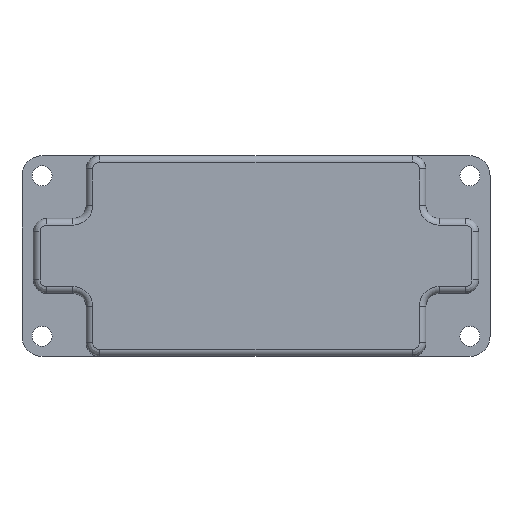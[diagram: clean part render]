
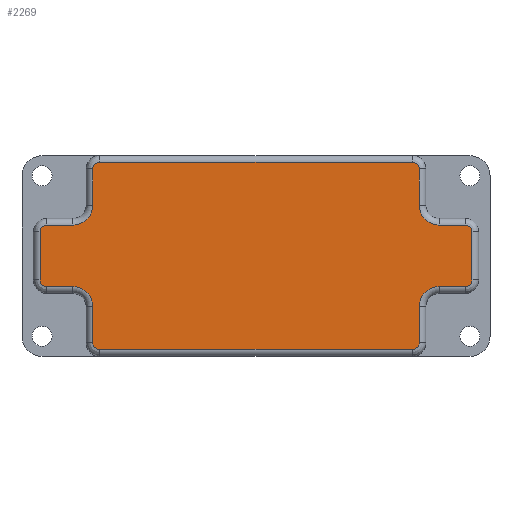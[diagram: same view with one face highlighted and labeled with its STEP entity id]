
A CAD part, top view. The second image highlights one B-rep face of the part: STEP entity #2269.
In plain terms, the highlighted planar face has unit normal (0, 0, 1).
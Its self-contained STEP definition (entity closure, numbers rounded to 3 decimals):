
#79=PLANE('',#2569);
#191=LINE('',#3783,#357);
#192=LINE('',#3802,#358);
#194=LINE('',#3822,#360);
#196=LINE('',#3834,#362);
#198=LINE('',#3854,#364);
#200=LINE('',#3874,#366);
#202=LINE('',#3886,#368);
#204=LINE('',#3906,#370);
#206=LINE('',#3926,#372);
#208=LINE('',#3938,#374);
#210=LINE('',#3956,#376);
#211=LINE('',#3975,#377);
#357=VECTOR('',#3081,10.);
#358=VECTOR('',#3092,10.);
#360=VECTOR('',#3104,10.);
#362=VECTOR('',#3118,10.);
#364=VECTOR('',#3130,10.);
#366=VECTOR('',#3142,10.);
#368=VECTOR('',#3156,10.);
#370=VECTOR('',#3168,10.);
#372=VECTOR('',#3180,10.);
#374=VECTOR('',#3194,10.);
#376=VECTOR('',#3206,10.);
#377=VECTOR('',#3217,10.);
#612=FACE_OUTER_BOUND('',#761,.T.);
#761=EDGE_LOOP('',(#2003,#2004,#2005,#2006,#2007,#2008,#2009,#2010,#2011,
#2012,#2013,#2014,#2015,#2016,#2017,#2018,#2019,#2020,#2021,#2022,#2023,
#2024,#2025,#2026));
#879=CIRCLE('',#2491,1.);
#883=CIRCLE('',#2496,1.);
#887=CIRCLE('',#2502,3.);
#891=CIRCLE('',#2507,1.);
#895=CIRCLE('',#2512,1.);
#899=CIRCLE('',#2518,3.);
#903=CIRCLE('',#2523,1.);
#907=CIRCLE('',#2528,1.);
#911=CIRCLE('',#2534,3.);
#915=CIRCLE('',#2539,1.);
#919=CIRCLE('',#2544,1.);
#923=CIRCLE('',#2550,3.);
#1064=VERTEX_POINT('',#3776);
#1067=VERTEX_POINT('',#3781);
#1069=VERTEX_POINT('',#3794);
#1071=VERTEX_POINT('',#3800);
#1073=VERTEX_POINT('',#3814);
#1075=VERTEX_POINT('',#3820);
#1077=VERTEX_POINT('',#3826);
#1079=VERTEX_POINT('',#3832);
#1081=VERTEX_POINT('',#3846);
#1083=VERTEX_POINT('',#3852);
#1085=VERTEX_POINT('',#3866);
#1087=VERTEX_POINT('',#3872);
#1089=VERTEX_POINT('',#3878);
#1091=VERTEX_POINT('',#3884);
#1093=VERTEX_POINT('',#3898);
#1095=VERTEX_POINT('',#3904);
#1097=VERTEX_POINT('',#3918);
#1099=VERTEX_POINT('',#3924);
#1101=VERTEX_POINT('',#3930);
#1103=VERTEX_POINT('',#3936);
#1104=VERTEX_POINT('',#3949);
#1105=VERTEX_POINT('',#3954);
#1107=VERTEX_POINT('',#3967);
#1109=VERTEX_POINT('',#3973);
#1343=EDGE_CURVE('',#1067,#1064,#191,.T.);
#1345=EDGE_CURVE('',#1069,#1067,#879,.T.);
#1348=EDGE_CURVE('',#1071,#1069,#192,.T.);
#1351=EDGE_CURVE('',#1073,#1071,#883,.T.);
#1354=EDGE_CURVE('',#1075,#1073,#194,.T.);
#1357=EDGE_CURVE('',#1077,#1075,#887,.T.);
#1360=EDGE_CURVE('',#1079,#1077,#196,.T.);
#1363=EDGE_CURVE('',#1081,#1079,#891,.T.);
#1366=EDGE_CURVE('',#1083,#1081,#198,.T.);
#1369=EDGE_CURVE('',#1085,#1083,#895,.T.);
#1372=EDGE_CURVE('',#1087,#1085,#200,.T.);
#1375=EDGE_CURVE('',#1089,#1087,#899,.T.);
#1378=EDGE_CURVE('',#1091,#1089,#202,.T.);
#1381=EDGE_CURVE('',#1093,#1091,#903,.T.);
#1384=EDGE_CURVE('',#1095,#1093,#204,.T.);
#1387=EDGE_CURVE('',#1097,#1095,#907,.T.);
#1390=EDGE_CURVE('',#1099,#1097,#206,.T.);
#1393=EDGE_CURVE('',#1101,#1099,#911,.T.);
#1396=EDGE_CURVE('',#1103,#1101,#208,.T.);
#1399=EDGE_CURVE('',#1104,#1103,#915,.T.);
#1402=EDGE_CURVE('',#1105,#1104,#210,.T.);
#1404=EDGE_CURVE('',#1107,#1105,#919,.T.);
#1407=EDGE_CURVE('',#1109,#1107,#211,.T.);
#1410=EDGE_CURVE('',#1064,#1109,#923,.T.);
#2003=ORIENTED_EDGE('',*,*,#1343,.F.);
#2004=ORIENTED_EDGE('',*,*,#1345,.F.);
#2005=ORIENTED_EDGE('',*,*,#1348,.F.);
#2006=ORIENTED_EDGE('',*,*,#1351,.F.);
#2007=ORIENTED_EDGE('',*,*,#1354,.F.);
#2008=ORIENTED_EDGE('',*,*,#1357,.F.);
#2009=ORIENTED_EDGE('',*,*,#1360,.F.);
#2010=ORIENTED_EDGE('',*,*,#1363,.F.);
#2011=ORIENTED_EDGE('',*,*,#1366,.F.);
#2012=ORIENTED_EDGE('',*,*,#1369,.F.);
#2013=ORIENTED_EDGE('',*,*,#1372,.F.);
#2014=ORIENTED_EDGE('',*,*,#1375,.F.);
#2015=ORIENTED_EDGE('',*,*,#1378,.F.);
#2016=ORIENTED_EDGE('',*,*,#1381,.F.);
#2017=ORIENTED_EDGE('',*,*,#1384,.F.);
#2018=ORIENTED_EDGE('',*,*,#1387,.F.);
#2019=ORIENTED_EDGE('',*,*,#1390,.F.);
#2020=ORIENTED_EDGE('',*,*,#1393,.F.);
#2021=ORIENTED_EDGE('',*,*,#1396,.F.);
#2022=ORIENTED_EDGE('',*,*,#1399,.F.);
#2023=ORIENTED_EDGE('',*,*,#1402,.F.);
#2024=ORIENTED_EDGE('',*,*,#1404,.F.);
#2025=ORIENTED_EDGE('',*,*,#1407,.F.);
#2026=ORIENTED_EDGE('',*,*,#1410,.F.);
#2269=ADVANCED_FACE('',(#612),#79,.T.);
#2491=AXIS2_PLACEMENT_3D('',#3796,#3084,#3085);
#2496=AXIS2_PLACEMENT_3D('',#3816,#3096,#3097);
#2502=AXIS2_PLACEMENT_3D('',#3828,#3110,#3111);
#2507=AXIS2_PLACEMENT_3D('',#3848,#3122,#3123);
#2512=AXIS2_PLACEMENT_3D('',#3868,#3134,#3135);
#2518=AXIS2_PLACEMENT_3D('',#3880,#3148,#3149);
#2523=AXIS2_PLACEMENT_3D('',#3900,#3160,#3161);
#2528=AXIS2_PLACEMENT_3D('',#3920,#3172,#3173);
#2534=AXIS2_PLACEMENT_3D('',#3932,#3186,#3187);
#2539=AXIS2_PLACEMENT_3D('',#3951,#3198,#3199);
#2544=AXIS2_PLACEMENT_3D('',#3969,#3209,#3210);
#2550=AXIS2_PLACEMENT_3D('',#3979,#3223,#3224);
#2569=AXIS2_PLACEMENT_3D('',#4035,#3283,#3284);
#3081=DIRECTION('',(1.,0.,0.));
#3084=DIRECTION('center_axis',(0.,0.,-1.));
#3085=DIRECTION('ref_axis',(-0.707,0.707,0.));
#3092=DIRECTION('',(0.,1.,0.));
#3096=DIRECTION('center_axis',(0.,0.,-1.));
#3097=DIRECTION('ref_axis',(-0.707,-0.707,0.));
#3104=DIRECTION('',(-1.,0.,0.));
#3110=DIRECTION('center_axis',(0.,0.,1.));
#3111=DIRECTION('ref_axis',(0.707,0.707,0.));
#3118=DIRECTION('',(0.,1.,0.));
#3122=DIRECTION('center_axis',(0.,0.,-1.));
#3123=DIRECTION('ref_axis',(-0.707,-0.707,0.));
#3130=DIRECTION('',(-1.,0.,0.));
#3134=DIRECTION('center_axis',(0.,0.,-1.));
#3135=DIRECTION('ref_axis',(0.707,-0.707,0.));
#3142=DIRECTION('',(0.,-1.,0.));
#3148=DIRECTION('center_axis',(0.,0.,1.));
#3149=DIRECTION('ref_axis',(-0.707,0.707,0.));
#3156=DIRECTION('',(-1.,0.,0.));
#3160=DIRECTION('center_axis',(0.,0.,-1.));
#3161=DIRECTION('ref_axis',(0.707,-0.707,0.));
#3168=DIRECTION('',(0.,-1.,0.));
#3172=DIRECTION('center_axis',(0.,0.,-1.));
#3173=DIRECTION('ref_axis',(0.707,0.707,0.));
#3180=DIRECTION('',(1.,0.,0.));
#3186=DIRECTION('center_axis',(0.,0.,1.));
#3187=DIRECTION('ref_axis',(-0.707,-0.707,0.));
#3194=DIRECTION('',(0.,-1.,0.));
#3198=DIRECTION('center_axis',(0.,0.,-1.));
#3199=DIRECTION('ref_axis',(0.707,0.707,0.));
#3206=DIRECTION('',(1.,0.,0.));
#3209=DIRECTION('center_axis',(0.,0.,-1.));
#3210=DIRECTION('ref_axis',(-0.707,0.707,0.));
#3217=DIRECTION('',(0.,1.,0.));
#3223=DIRECTION('center_axis',(0.,0.,1.));
#3224=DIRECTION('ref_axis',(0.707,-0.707,0.));
#3283=DIRECTION('center_axis',(0.,0.,1.));
#3284=DIRECTION('ref_axis',(1.,0.,0.));
#3776=CARTESIAN_POINT('',(7.6,19.6,19.7));
#3781=CARTESIAN_POINT('',(3.7,19.6,19.7));
#3783=CARTESIAN_POINT('',(22.3,19.6,19.7));
#3794=CARTESIAN_POINT('',(2.7,18.6,19.7));
#3796=CARTESIAN_POINT('Origin',(3.7,18.6,19.7));
#3800=CARTESIAN_POINT('',(2.7,11.4,19.7));
#3802=CARTESIAN_POINT('',(2.7,17.8,19.7));
#3814=CARTESIAN_POINT('',(3.7,10.4,19.7));
#3816=CARTESIAN_POINT('Origin',(3.7,11.4,19.7));
#3820=CARTESIAN_POINT('',(7.6,10.4,19.7));
#3822=CARTESIAN_POINT('',(18.35,10.4,19.7));
#3826=CARTESIAN_POINT('',(10.6,7.4,19.7));
#3828=CARTESIAN_POINT('Origin',(7.6,7.4,19.7));
#3832=CARTESIAN_POINT('',(10.6,2.,19.7));
#3834=CARTESIAN_POINT('',(10.6,12.2,19.7));
#3846=CARTESIAN_POINT('',(11.6,1.,19.7));
#3848=CARTESIAN_POINT('Origin',(11.6,2.,19.7));
#3852=CARTESIAN_POINT('',(58.4,1.,19.7));
#3854=CARTESIAN_POINT('',(17.5,1.,19.7));
#3866=CARTESIAN_POINT('',(59.4,2.,19.7));
#3868=CARTESIAN_POINT('Origin',(58.4,2.,19.7));
#3872=CARTESIAN_POINT('',(59.4,7.4,19.7));
#3874=CARTESIAN_POINT('',(59.4,7.5,19.7));
#3878=CARTESIAN_POINT('',(62.4,10.4,19.7));
#3880=CARTESIAN_POINT('Origin',(62.4,7.4,19.7));
#3884=CARTESIAN_POINT('',(66.3,10.4,19.7));
#3886=CARTESIAN_POINT('',(47.7,10.4,19.7));
#3898=CARTESIAN_POINT('',(67.3,11.4,19.7));
#3900=CARTESIAN_POINT('Origin',(66.3,11.4,19.7));
#3904=CARTESIAN_POINT('',(67.3,18.6,19.7));
#3906=CARTESIAN_POINT('',(67.3,12.2,19.7));
#3918=CARTESIAN_POINT('',(66.3,19.6,19.7));
#3920=CARTESIAN_POINT('Origin',(66.3,18.6,19.7));
#3924=CARTESIAN_POINT('',(62.4,19.6,19.7));
#3926=CARTESIAN_POINT('',(51.65,19.6,19.7));
#3930=CARTESIAN_POINT('',(59.4,22.6,19.7));
#3932=CARTESIAN_POINT('Origin',(62.4,22.6,19.7));
#3936=CARTESIAN_POINT('',(59.4,28.,19.7));
#3938=CARTESIAN_POINT('',(59.4,17.8,19.7));
#3949=CARTESIAN_POINT('',(58.4,29.,19.7));
#3951=CARTESIAN_POINT('Origin',(58.4,28.,19.7));
#3954=CARTESIAN_POINT('',(11.6,29.,19.7));
#3956=CARTESIAN_POINT('',(52.5,29.,19.7));
#3967=CARTESIAN_POINT('',(10.6,28.,19.7));
#3969=CARTESIAN_POINT('Origin',(11.6,28.,19.7));
#3973=CARTESIAN_POINT('',(10.6,22.6,19.7));
#3975=CARTESIAN_POINT('',(10.6,22.5,19.7));
#3979=CARTESIAN_POINT('Origin',(7.6,22.6,19.7));
#4035=CARTESIAN_POINT('Origin',(35.,15.,19.7));
